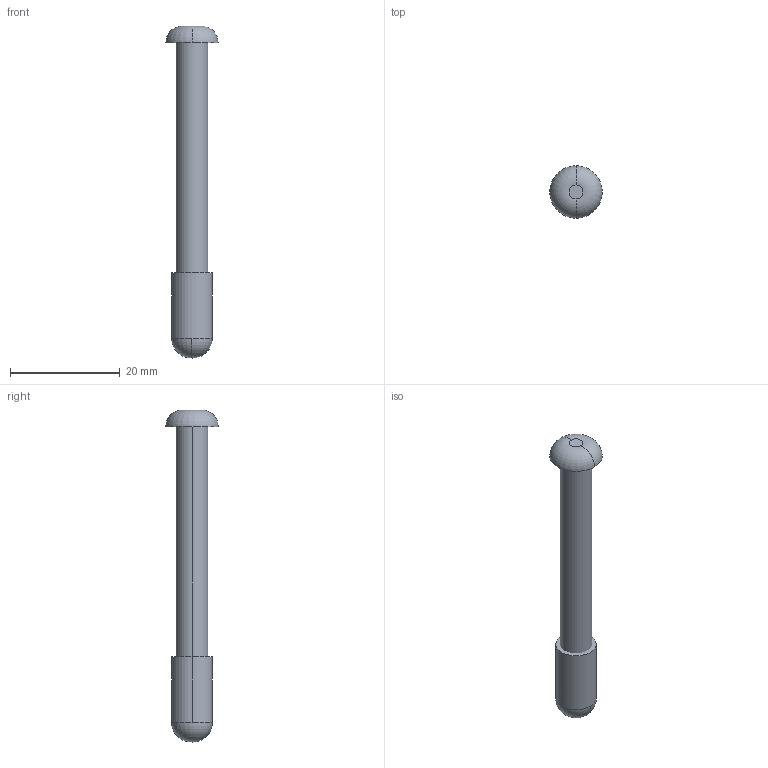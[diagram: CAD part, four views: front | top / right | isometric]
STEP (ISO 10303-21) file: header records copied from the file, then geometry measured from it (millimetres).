
FILE_DESCRIPTION (( 'STEP AP214' ), '1' );
FILE_NAME ('EPINSS.STEP', '2019-09-05T16:45:53', ( '' ), ( '' ), 'SwSTEP 2.0', 'SolidWorks 2018', '' );
FILE_SCHEMA (( 'AUTOMOTIVE_DESIGN' ));
Length unit declared in the file: inch
Products named in the file (1): EPINSS
Bounding box: 9.55 x 9.55 x 60.47 mm (x, y, z)
Volume: 1988.2 mm3; surface area: 1746.9 mm2
Topology: 2 solids, 2 shells, 18 faces, 40 edges, 24 vertices
Faces by surface type: cylinder 6, torus 6, plane 4, cone 2
Entity records: 773 total; most frequent: DIRECTION 102, CARTESIAN_POINT 79, ORIENTED_EDGE 72, AXIS2_PLACEMENT_3D 47, EDGE_CURVE 36, CIRCLE 28, VERTEX_POINT 24, UNCERTAINTY_MEASURE_WITH_UNIT 22
